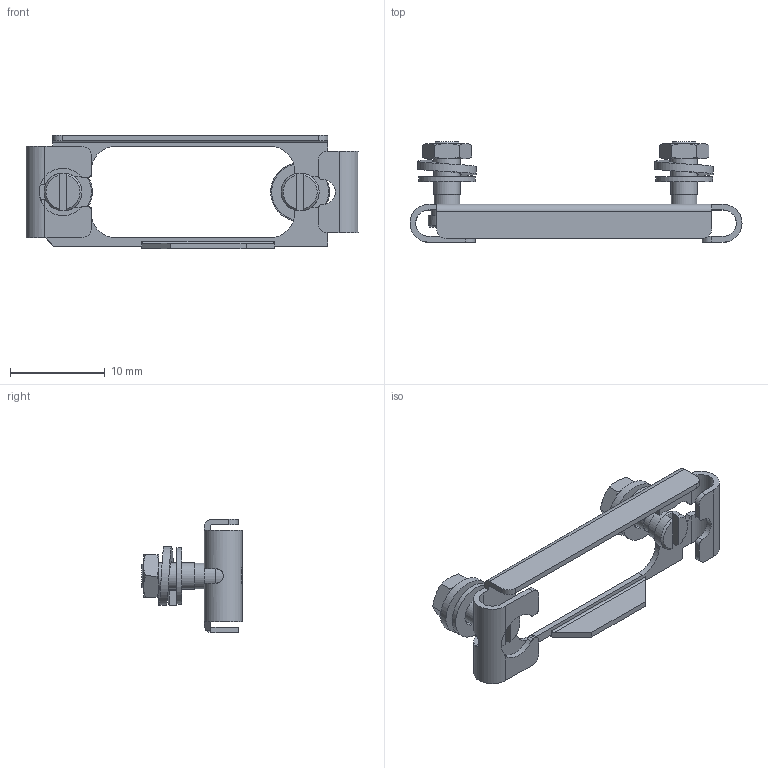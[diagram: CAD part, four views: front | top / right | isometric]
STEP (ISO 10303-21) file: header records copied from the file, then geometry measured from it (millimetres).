
FILE_DESCRIPTION(/* description */ (''),/* implementation_level */ '2;1');
FILE_NAME(/* name */ '100724612ugm000_a.stp',/* time_stamp */ '2017-05-10T04:51:48+02:00',/* author */ (''),/* organization */ (''),/* preprocessor_version */ 'ST-DEVELOPER v16',/* originating_system */ 'SIEMENS PLM Software NX 10.0',/* authorisation */ '');
FILE_SCHEMA (('AUTOMOTIVE_DESIGN { 1 0 10303 214 3 1 1 1 }'));
Length unit declared in the file: millimetre
Products named in the file (1): 100724612ugm000_a
Bounding box: 35 x 10.6 x 12 mm (x, y, z)
Volume: 440.5 mm3; surface area: 1425.9 mm2
Topology: 7 solids, 7 shells, 184 faces, 486 edges, 324 vertices
Faces by surface type: plane 86, cylinder 56, cone 36, bspline 6
Full cylindrical faces by diameter (mm): 2.7 x2, 2.8 x4, 3.111 x2, 3.2 x2, 3.35 x2, 4 x2, 6 x2
Entity records: 7512 total; most frequent: CARTESIAN_POINT 1725, ORIENTED_EDGE 908, DIRECTION 900, EDGE_CURVE 454, AXIS2_PLACEMENT_3D 337, VERTEX_POINT 312, LINE 226, VECTOR 226
